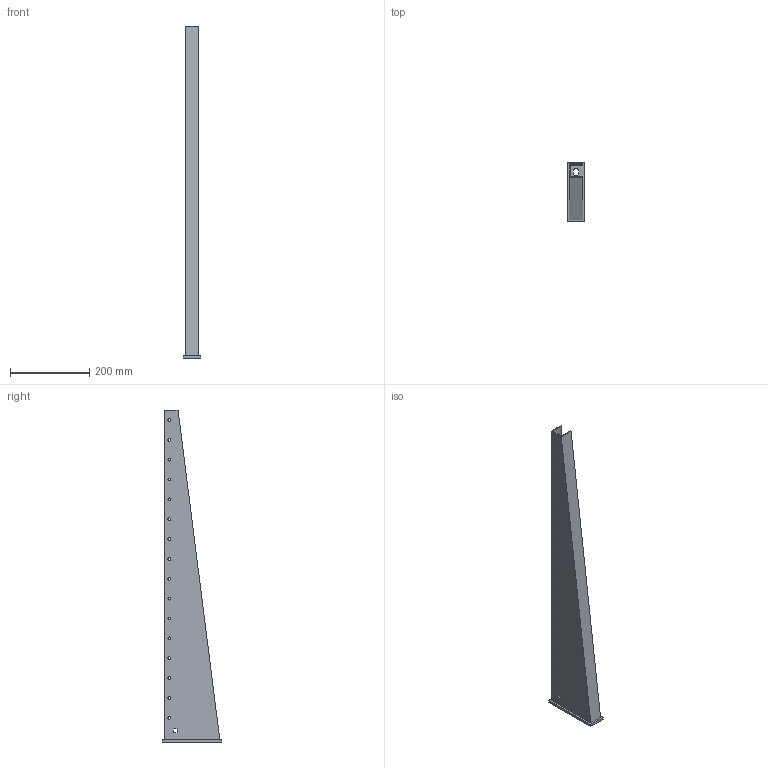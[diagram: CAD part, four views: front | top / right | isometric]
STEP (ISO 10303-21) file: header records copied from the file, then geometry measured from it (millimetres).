
FILE_DESCRIPTION (( 'STEP AP214' ), '1' );
FILE_NAME ('岓臍 192.10.00-06.STEP', '2023-06-15T11:49:17', ( '' ), ( '' ), 'SwSTEP 2.0', 'SolidWorks 2022', '' );
FILE_SCHEMA (( 'AUTOMOTIVE_DESIGN' ));
Length unit declared in the file: millimetre
Products named in the file (1): КИВА 192.10.00-06
Bounding box: 45 x 150 x 836 mm (x, y, z)
Volume: 344925.1 mm3; surface area: 268598.9 mm2
Topology: 1 solids, 1 shells, 130 faces, 381 edges, 254 vertices
Faces by surface type: cylinder 79, plane 51
Entity records: 4549 total; most frequent: DIRECTION 801, CARTESIAN_POINT 766, ORIENTED_EDGE 762, EDGE_CURVE 381, AXIS2_PLACEMENT_3D 289, VERTEX_POINT 254, VECTOR 223, LINE 223
